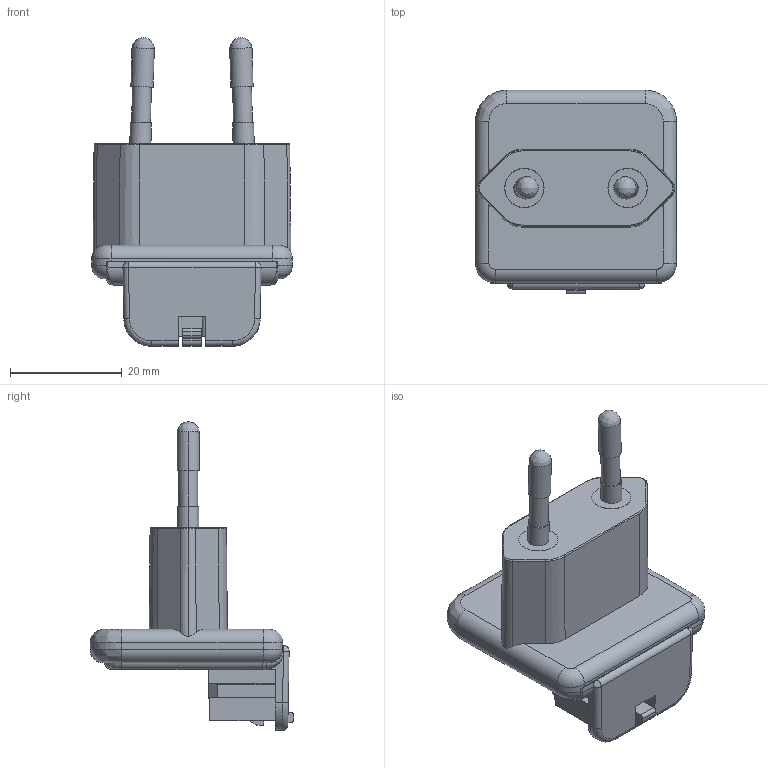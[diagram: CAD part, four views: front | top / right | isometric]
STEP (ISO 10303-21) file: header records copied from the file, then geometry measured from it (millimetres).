
FILE_DESCRIPTION (( 'STEP AP203' ), '1' );
FILE_NAME ('eu0716.STEP', '2019-08-28T09:28:37', ( 'Sky123.Org' ), ( 'Sky123.Org' ), 'SwSTEP 2.0', 'SolidWorks 2014', '' );
FILE_SCHEMA (( 'CONFIG_CONTROL_DESIGN' ));
Length unit declared in the file: millimetre
Products named in the file (8): ____2_1; ____1_1; TERMINAL-ADAPTER-B_ASM; COVER-TOP-EU; PAD-ADAPTER; EUPIN; COVER-BOTTOM-ADAPTER; eu0716
Assembly tree (7 placements, depth 3):
  eu0716
    TERMINAL-ADAPTER-B_ASM
      ____2_1
      ____1_1
    COVER-TOP-EU
    PAD-ADAPTER
    EUPIN
    COVER-BOTTOM-ADAPTER
Bounding box: 36 x 36.48 x 55.3 mm (x, y, z)
Volume: 12309.2 mm3; surface area: 14262.1 mm2
Topology: 6 solids, 6 shells, 710 faces, 1977 edges, 1290 vertices
Faces by surface type: plane 428, cylinder 206, cone 41, bspline 23, torus 12
Entity records: 25472 total; most frequent: CARTESIAN_POINT 6712, ORIENTED_EDGE 3952, DIRECTION 3508, EDGE_CURVE 1976, LINE 1314, VECTOR 1314, VERTEX_POINT 1290, AXIS2_PLACEMENT_3D 1097
